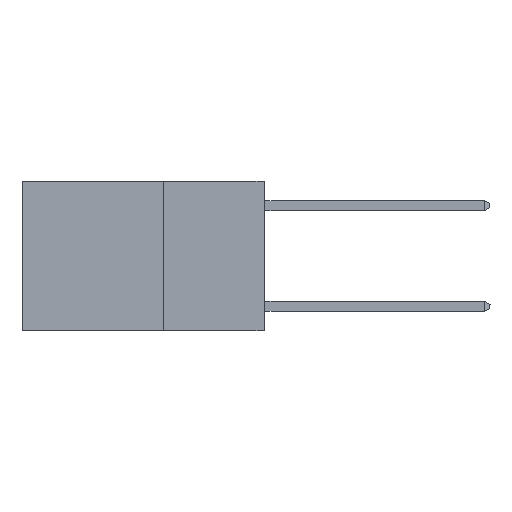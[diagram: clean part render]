
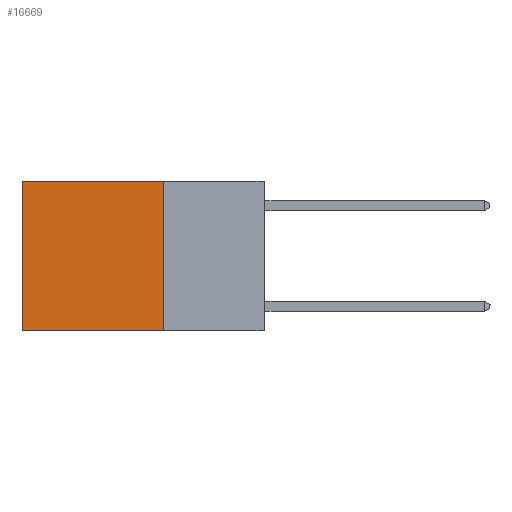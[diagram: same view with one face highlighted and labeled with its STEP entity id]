
A CAD part, left-side view. The second image highlights one B-rep face of the part: STEP entity #16669.
In plain terms, the highlighted planar face has unit normal (-1, 0, 0).
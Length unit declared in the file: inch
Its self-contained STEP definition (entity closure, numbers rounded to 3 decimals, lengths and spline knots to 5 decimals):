
#1544 = ORIENTED_EDGE ( 'NONE', *, *, #13530, .F. ) ;
#4943 = AXIS2_PLACEMENT_3D ( 'NONE', #21098, #7171, #19449 ) ;
#5647 = VERTEX_POINT ( 'NONE', #17214 ) ;
#7044 = LINE ( 'NONE', #12684, #15811 ) ;
#7171 = DIRECTION ( 'NONE',  ( 1., 0., 0. ) ) ;
#7311 = ORIENTED_EDGE ( 'NONE', *, *, #12222, .F. ) ;
#7385 = CARTESIAN_POINT ( 'NONE',  ( 0.2625, 0.25, -0.37 ) ) ;
#7420 = VERTEX_POINT ( 'NONE', #8749 ) ;
#8749 = CARTESIAN_POINT ( 'NONE',  ( 0.2625, 0.25, 0. ) ) ;
#9016 = LINE ( 'NONE', #7385, #13107 ) ;
#9159 = DIRECTION ( 'NONE',  ( 0., 1., 0. ) ) ;
#10588 = VERTEX_POINT ( 'NONE', #16960 ) ;
#11399 = EDGE_CURVE ( 'NONE', #7420, #5647, #11486, .T. ) ;
#11413 = LINE ( 'NONE', #12227, #20191 ) ;
#11486 = LINE ( 'NONE', #15522, #20266 ) ;
#12222 = EDGE_CURVE ( 'NONE', #18893, #10588, #9016, .T. ) ;
#12227 = CARTESIAN_POINT ( 'NONE',  ( 0.2625, 0.6, 0. ) ) ;
#12684 = CARTESIAN_POINT ( 'NONE',  ( 0.2625, 0.25, 0. ) ) ;
#13107 = VECTOR ( 'NONE', #9159, 39.37008 ) ;
#13530 = EDGE_CURVE ( 'NONE', #7420, #18893, #7044, .T. ) ;
#14450 = DIRECTION ( 'NONE',  ( 0., 0., -1. ) ) ;
#14790 = CARTESIAN_POINT ( 'NONE',  ( 0.2625, 0.25, -0.37 ) ) ;
#15522 = CARTESIAN_POINT ( 'NONE',  ( 0.2625, 0.25, 0. ) ) ;
#15811 = VECTOR ( 'NONE', #14450, 39.37008 ) ;
#16669 = ADVANCED_FACE ( 'NONE', ( #22216 ), #17673, .F. ) ;
#16960 = CARTESIAN_POINT ( 'NONE',  ( 0.2625, 0.6, -0.37 ) ) ;
#17176 = ORIENTED_EDGE ( 'NONE', *, *, #11399, .T. ) ;
#17214 = CARTESIAN_POINT ( 'NONE',  ( 0.2625, 0.6, 0. ) ) ;
#17331 = DIRECTION ( 'NONE',  ( 0., 1., 0. ) ) ;
#17673 = PLANE ( 'NONE',  #4943 ) ;
#18893 = VERTEX_POINT ( 'NONE', #14790 ) ;
#19265 = ORIENTED_EDGE ( 'NONE', *, *, #20004, .T. ) ;
#19310 = DIRECTION ( 'NONE',  ( 0., 0., -1. ) ) ;
#19449 = DIRECTION ( 'NONE',  ( 0., 0., -1. ) ) ;
#20004 = EDGE_CURVE ( 'NONE', #5647, #10588, #11413, .T. ) ;
#20191 = VECTOR ( 'NONE', #19310, 39.37008 ) ;
#20266 = VECTOR ( 'NONE', #17331, 39.37008 ) ;
#21098 = CARTESIAN_POINT ( 'NONE',  ( 0.2625, 0.25, 0. ) ) ;
#21628 = EDGE_LOOP ( 'NONE', ( #19265, #7311, #1544, #17176 ) ) ;
#22216 = FACE_OUTER_BOUND ( 'NONE', #21628, .T. ) ;
